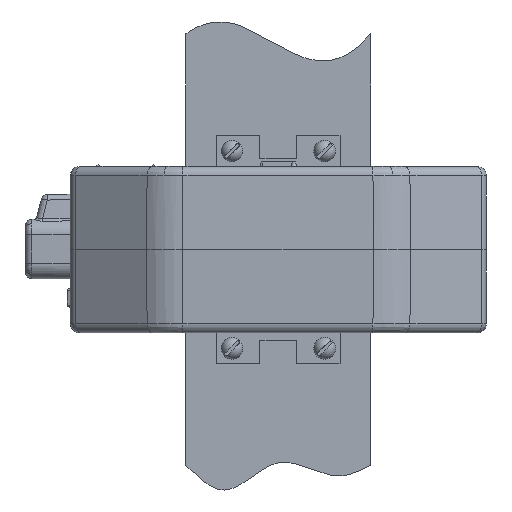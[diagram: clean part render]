
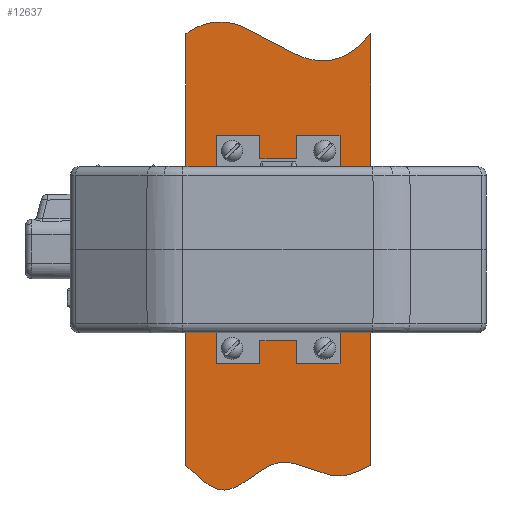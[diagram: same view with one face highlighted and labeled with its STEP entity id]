
A CAD part, left-side view. The second image highlights one B-rep face of the part: STEP entity #12637.
In plain terms, the highlighted planar face has unit normal (-1, 0, 0).
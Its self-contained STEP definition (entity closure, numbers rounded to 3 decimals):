
#479 = EDGE_LOOP ( 'NONE', ( #4247, #4254, #5591, #4219 ) ) ;
#579 = EDGE_CURVE ( 'NONE', #8414, #8455, #11155, .T. ) ;
#706 = EDGE_CURVE ( 'NONE', #8410, #8414, #6923, .T. ) ;
#734 = EDGE_CURVE ( 'NONE', #8433, #8410, #11130, .T. ) ;
#777 = EDGE_CURVE ( 'NONE', #8455, #8433, #6985, .T. ) ;
#2345 = CARTESIAN_POINT ( 'NONE',  ( -3.75, -30., -70. ) ) ;
#2364 = CARTESIAN_POINT ( 'NONE',  ( -3.75, 30., -70. ) ) ;
#2411 = CARTESIAN_POINT ( 'NONE',  ( -3.75, -30., 70. ) ) ;
#4219 = ORIENTED_EDGE ( 'NONE', *, *, #777, .T. ) ;
#4247 = ORIENTED_EDGE ( 'NONE', *, *, #734, .T. ) ;
#4254 = ORIENTED_EDGE ( 'NONE', *, *, #706, .T. ) ;
#5591 = ORIENTED_EDGE ( 'NONE', *, *, #579, .T. ) ;
#5616 = PLANE ( 'NONE',  #12970 ) ;
#5619 = DIRECTION ( 'NONE',  ( 1., 0., 0. ) ) ;
#5629 = DIRECTION ( 'NONE',  ( 0., 0., -1. ) ) ;
#5641 = CARTESIAN_POINT ( 'NONE',  ( -3.75, 1.59, -69.551 ) ) ;
#6923 = LINE ( 'NONE', #9014, #6927 ) ;
#6927 = VECTOR ( 'NONE', #9032, 1000. ) ;
#6985 = LINE ( 'NONE', #9105, #7012 ) ;
#7012 = VECTOR ( 'NONE', #9129, 1000. ) ;
#8410 = VERTEX_POINT ( 'NONE', #2345 ) ;
#8414 = VERTEX_POINT ( 'NONE', #2411 ) ;
#8433 = VERTEX_POINT ( 'NONE', #2364 ) ;
#8455 = VERTEX_POINT ( 'NONE', #14376 ) ;
#8818 = CARTESIAN_POINT ( 'NONE',  ( -3.75, -30., 70. ) ) ;
#8860 = CARTESIAN_POINT ( 'NONE',  ( -3.75, -7.586, 43.816 ) ) ;
#8862 = CARTESIAN_POINT ( 'NONE',  ( -3.75, 7.471, 86.433 ) ) ;
#8865 = CARTESIAN_POINT ( 'NONE',  ( -3.75, 30., 70. ) ) ;
#9014 = CARTESIAN_POINT ( 'NONE',  ( -3.75, -30., 70. ) ) ;
#9032 = DIRECTION ( 'NONE',  ( 0., 0., 1. ) ) ;
#9060 = CARTESIAN_POINT ( 'NONE',  ( -3.75, 25.801, -74.065 ) ) ;
#9064 = CARTESIAN_POINT ( 'NONE',  ( -3.75, 0.298, -62.598 ) ) ;
#9068 = CARTESIAN_POINT ( 'NONE',  ( -3.75, 16.137, -83.421 ) ) ;
#9069 = CARTESIAN_POINT ( 'NONE',  ( -3.75, -16.814, -76.486 ) ) ;
#9079 = CARTESIAN_POINT ( 'NONE',  ( -3.75, 30., -70. ) ) ;
#9081 = CARTESIAN_POINT ( 'NONE',  ( -3.75, -30., -70. ) ) ;
#9084 = CARTESIAN_POINT ( 'NONE',  ( -3.75, -26.547, -71.698 ) ) ;
#9105 = CARTESIAN_POINT ( 'NONE',  ( -3.75, 30., -70. ) ) ;
#9129 = DIRECTION ( 'NONE',  ( 0., 0., -1. ) ) ;
#10672 = FACE_OUTER_BOUND ( 'NONE', #479, .T. ) ;
#11130 = B_SPLINE_CURVE_WITH_KNOTS ( 'NONE', 3,
 ( #9079, #9060, #9068, #9064, #9069, #9084, #9081 ),
 .UNSPECIFIED., .F., .F.,
 ( 4, 1, 1, 1, 4 ),
 ( 0., 0.229, 0.526, 0.832, 1. ),
 .UNSPECIFIED. ) ;
#11155 = B_SPLINE_CURVE_WITH_KNOTS ( 'NONE', 3,
 ( #8818, #8860, #8862, #8865 ),
 .UNSPECIFIED., .F., .F.,
 ( 4, 4 ),
 ( 0., 1. ),
 .UNSPECIFIED. ) ;
#12637 = ADVANCED_FACE ( 'NONE', ( #10672 ), #5616, .F. ) ;
#12970 = AXIS2_PLACEMENT_3D ( 'NONE', #5641, #5619, #5629 ) ;
#14376 = CARTESIAN_POINT ( 'NONE',  ( -3.75, 30., 70. ) ) ;
